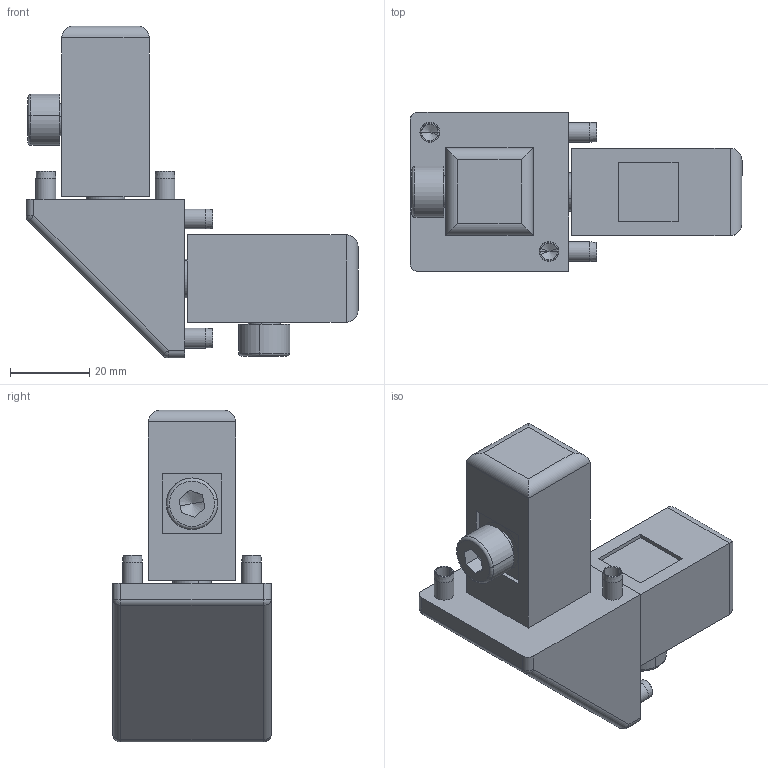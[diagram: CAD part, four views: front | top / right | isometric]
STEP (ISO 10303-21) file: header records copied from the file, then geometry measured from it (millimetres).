
FILE_DESCRIPTION(('Creo Elements/Direct Modeling STEP Export'),'2;1');
FILE_NAME('PX175446_0.stp','2022-05-04T11:33:11',(''),(''),'PTC Creo Elements/Direct Modeling STEP processor for AP214 (Solid Model)','PTC Creo Elements/Direct Modeling 19.0C 15-Aug-2015 (C) Parametric Technology GmbH','');
FILE_SCHEMA(('AUTOMOTIVE_DESIGN { 1 0 10303 214 1 1 1 1 }'));
Length unit declared in the file: millimetre
Products named in the file (6): Spiralspannstift-ISO8750_5x12-St_11792_PX174704.04; Profileinsatz-MMS-44_Kunststoff_96.4001_PX171730.2.02; Winkelverbinder-MMS-44_40x40x40_96.4017_PX175445; Spannschraube-MMS-4455_Verbinder_96.4005_PX171732.02; Gewindebolzen-MMS-44_Eckverbinder-Hammer_96.4016_PX175419.02; Winkelverbinder-MMS-44_Schräge_44.0045.1_PX175446
Assembly tree (11 placements, depth 2):
  Winkelverbinder-MMS-44_Schräge_44.0045.1_PX175446
    Gewindebolzen-MMS-44_Eckverbinder-Hammer_96.4016_PX175419.02  x2
    Spannschraube-MMS-4455_Verbinder_96.4005_PX171732.02  x2
    Profileinsatz-MMS-44_Kunststoff_96.4001_PX171730.2.02  x2
    Winkelverbinder-MMS-44_40x40x40_96.4017_PX175445
    Spiralspannstift-ISO8750_5x12-St_11792_PX174704.04  x4
Bounding box: 83.6 x 40 x 83.6 mm (x, y, z)
Volume: 78206 mm3; surface area: 26465 mm2
Topology: 11 solids, 11 shells, 227 faces, 527 edges, 326 vertices
Faces by surface type: plane 89, cylinder 76, cone 46, torus 8, bspline 4, sphere 4
Entity records: 4820 total; most frequent: CARTESIAN_POINT 1542, DIRECTION 583, ORIENTED_EDGE 582, EDGE_CURVE 291, AXIS2_PLACEMENT_3D 219, VERTEX_POINT 185, EDGE_LOOP 152, VECTOR 145
